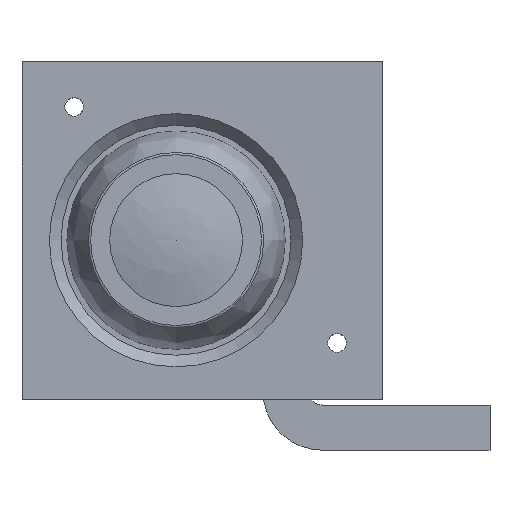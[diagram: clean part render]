
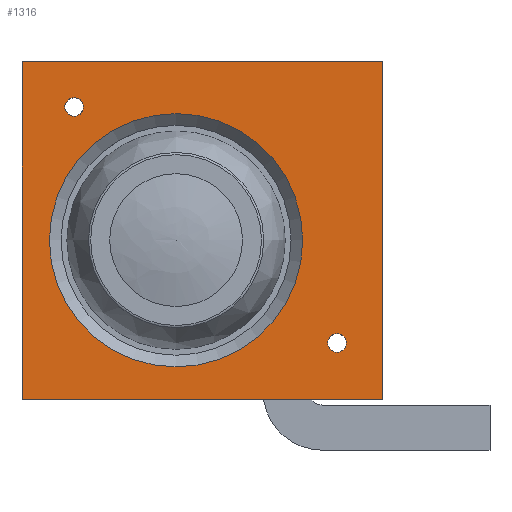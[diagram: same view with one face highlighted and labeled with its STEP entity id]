
A CAD part, top view. The second image highlights one B-rep face of the part: STEP entity #1316.
In plain terms, the highlighted planar face has unit normal (0, 0, 1).
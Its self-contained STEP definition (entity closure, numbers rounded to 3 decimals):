
#1263 = VERTEX_POINT('',#1264);
#1264 = CARTESIAN_POINT('',(8.694,0.,2.));
#1280 = EDGE_CURVE('',#1263,#1263,#1281,.T.);
#1281 = CIRCLE('',#1282,8.694);
#1282 = AXIS2_PLACEMENT_3D('',#1283,#1284,#1285);
#1283 = CARTESIAN_POINT('',(0.,0.,2.)
  );
#1284 = DIRECTION('',(0.,0.,1.));
#1285 = DIRECTION('',(-1.,0.,0.));
#1316 = ADVANCED_FACE('',(#1317,#1351,#1362,#1373),#1376,.T.);
#1317 = FACE_BOUND('',#1318,.T.);
#1318 = EDGE_LOOP('',(#1319,#1329,#1337,#1345));
#1319 = ORIENTED_EDGE('',*,*,#1320,.T.);
#1320 = EDGE_CURVE('',#1321,#1323,#1325,.T.);
#1321 = VERTEX_POINT('',#1322);
#1322 = CARTESIAN_POINT('',(14.15,12.25,2.));
#1323 = VERTEX_POINT('',#1324);
#1324 = CARTESIAN_POINT('',(-10.577,12.25,2.));
#1325 = LINE('',#1326,#1327);
#1326 = CARTESIAN_POINT('',(14.15,12.25,2.));
#1327 = VECTOR('',#1328,1.);
#1328 = DIRECTION('',(-1.,0.,0.));
#1329 = ORIENTED_EDGE('',*,*,#1330,.T.);
#1330 = EDGE_CURVE('',#1323,#1331,#1333,.T.);
#1331 = VERTEX_POINT('',#1332);
#1332 = CARTESIAN_POINT('',(-10.577,-10.927,2.));
#1333 = LINE('',#1334,#1335);
#1334 = CARTESIAN_POINT('',(-10.577,12.25,2.));
#1335 = VECTOR('',#1336,1.);
#1336 = DIRECTION('',(0.,-1.,0.));
#1337 = ORIENTED_EDGE('',*,*,#1338,.T.);
#1338 = EDGE_CURVE('',#1331,#1339,#1341,.T.);
#1339 = VERTEX_POINT('',#1340);
#1340 = CARTESIAN_POINT('',(14.15,-10.927,2.));
#1341 = LINE('',#1342,#1343);
#1342 = CARTESIAN_POINT('',(-10.577,-10.927,2.));
#1343 = VECTOR('',#1344,1.);
#1344 = DIRECTION('',(1.,0.,0.));
#1345 = ORIENTED_EDGE('',*,*,#1346,.T.);
#1346 = EDGE_CURVE('',#1339,#1321,#1347,.T.);
#1347 = LINE('',#1348,#1349);
#1348 = CARTESIAN_POINT('',(14.15,-10.927,2.));
#1349 = VECTOR('',#1350,1.);
#1350 = DIRECTION('',(0.,1.,0.));
#1351 = FACE_BOUND('',#1352,.T.);
#1352 = EDGE_LOOP('',(#1353));
#1353 = ORIENTED_EDGE('',*,*,#1354,.T.);
#1354 = EDGE_CURVE('',#1355,#1355,#1357,.T.);
#1355 = VERTEX_POINT('',#1356);
#1356 = CARTESIAN_POINT('',(10.415,-7.05,2.));
#1357 = CIRCLE('',#1358,0.636);
#1358 = AXIS2_PLACEMENT_3D('',#1359,#1360,#1361);
#1359 = CARTESIAN_POINT('',(11.05,-7.05,2.));
#1360 = DIRECTION('',(0.,0.,-1.));
#1361 = DIRECTION('',(1.,0.,0.));
#1362 = FACE_BOUND('',#1363,.T.);
#1363 = EDGE_LOOP('',(#1364));
#1364 = ORIENTED_EDGE('',*,*,#1365,.T.);
#1365 = EDGE_CURVE('',#1366,#1366,#1368,.T.);
#1366 = VERTEX_POINT('',#1367);
#1367 = CARTESIAN_POINT('',(-7.636,9.15,2.));
#1368 = CIRCLE('',#1369,0.636);
#1369 = AXIS2_PLACEMENT_3D('',#1370,#1371,#1372);
#1370 = CARTESIAN_POINT('',(-7.,9.15,2.));
#1371 = DIRECTION('',(0.,0.,-1.));
#1372 = DIRECTION('',(1.,0.,0.));
#1373 = FACE_BOUND('',#1374,.T.);
#1374 = EDGE_LOOP('',(#1375));
#1375 = ORIENTED_EDGE('',*,*,#1280,.F.);
#1376 = PLANE('',#1377);
#1377 = AXIS2_PLACEMENT_3D('',#1378,#1379,#1380);
#1378 = CARTESIAN_POINT('',(1.986,0.861,2.));
#1379 = DIRECTION('',(0.,0.,1.));
#1380 = DIRECTION('',(-1.,0.,0.));
